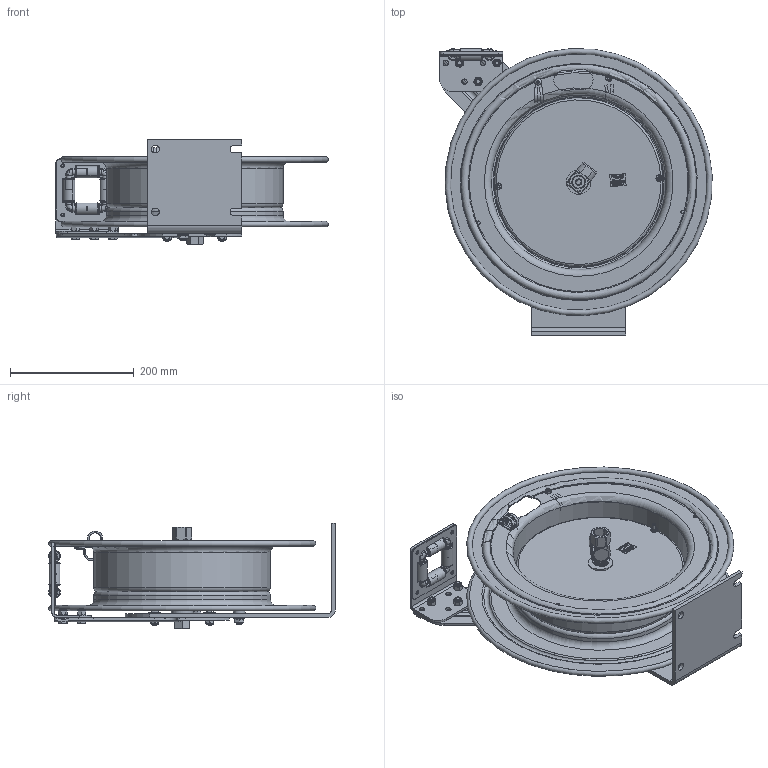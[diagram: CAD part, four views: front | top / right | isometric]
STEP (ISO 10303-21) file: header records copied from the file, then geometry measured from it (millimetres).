
FILE_DESCRIPTION(/* description */ (''),/* implementation_level */ '2;1');
FILE_NAME(/* name */ 'P-LPL-430-AL_SHARED.stp',/* time_stamp */ '2020-04-02T14:20:53-07:00',/* author */ ('NMelton'),/* organization */ (''),/* preprocessor_version */ 'ST-DEVELOPER v17',/* originating_system */ 'Autodesk Inventor 2019',/* authorisation */ '');
FILE_SCHEMA (('AUTOMOTIVE_DESIGN { 1 0 10303 214 3 1 1 }'));
Products named in the file (1): P-LPL-430-AL_SHARED
Bounding box: 439.9 x 463.2 x 170.69 mm (x, y, z)
Surface area: 1021502.7 mm2 (no closed solid volume)
Topology: 0 solids, 144 shells, 2378 faces, 10608 edges, 8021 vertices
Faces by surface type: plane 1251, bspline 457, cylinder 435, cone 135, torus 67, sphere 33
Full cylindrical faces by diameter (mm): 2.159 x2, 2.54 x1, 3.048 x1, 4.826 x6, 5.613 x2, 6.35 x4, 7.112 x1, 7.938 x3, 8.636 x7, 10.414 x1, 11.43 x3, 12.192 x7, 12.548 x1, 12.7 x2, 15.875 x1, 17.882 x1, 19.05 x5, 20.574 x2, 28.575 x1, 35.052 x1, 39.624 x1, 282.448 x2, 285.648 x2
Entity records: 115461 total; most frequent: CARTESIAN_POINT 34420, ORIENTED_EDGE 15379, DIRECTION 13697, EDGE_CURVE 10567, VERTEX_POINT 8021, LINE 6161, VECTOR 6161, AXIS2_PLACEMENT_3D 3768
